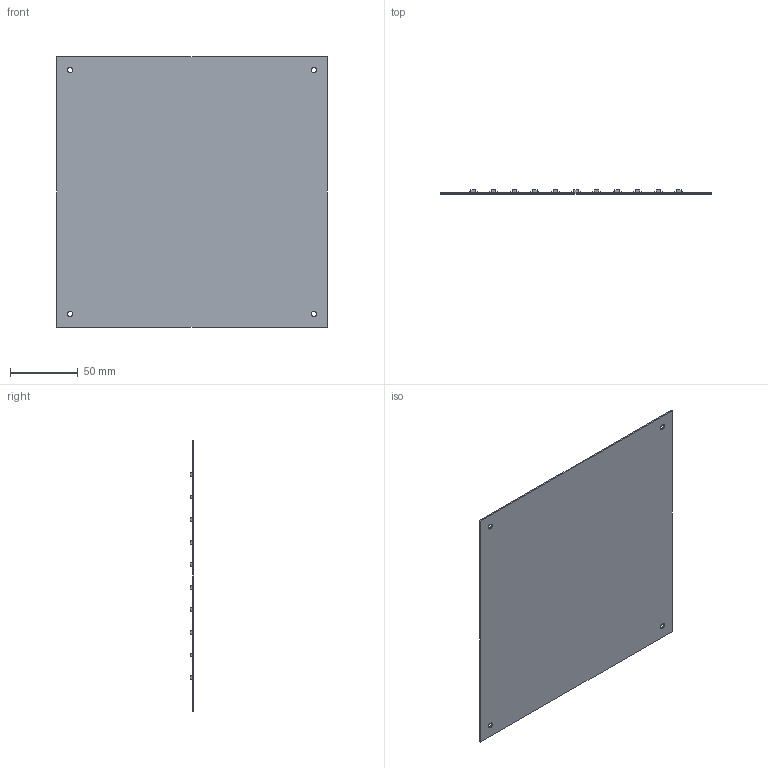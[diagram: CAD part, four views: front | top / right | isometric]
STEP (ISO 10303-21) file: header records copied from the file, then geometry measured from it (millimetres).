
FILE_DESCRIPTION(/* description */ (''),/* implementation_level */ '2;1');
FILE_NAME(/* name */ 'LED''s Wordclock 200x200mm 12H.stp',/* time_stamp */ '2023-03-27T13:23:49+02:00',/* author */ ('ARausch'),/* organization */ (''),/* preprocessor_version */ 'ST-DEVELOPER v18.1',/* originating_system */ 'Autodesk Inventor 2021',/* authorisation */ '');
FILE_SCHEMA (('AUTOMOTIVE_DESIGN { 1 0 10303 214 3 1 1 }'));
Products named in the file (1): LED's Wordclock
Bounding box: 200 x 2.85 x 200 mm (x, y, z)
Volume: 41902.4 mm3; surface area: 83561.1 mm2
Topology: 1 solids, 1 shells, 2320 faces, 6624 edges, 4416 vertices
Faces by surface type: plane 2316, cylinder 4
Full cylindrical faces by diameter (mm): 4 x4
Entity records: 74053 total; most frequent: CARTESIAN_POINT 13361, ORIENTED_EDGE 13248, DIRECTION 11274, EDGE_CURVE 6624, LINE 6616, VECTOR 6616, VERTEX_POINT 4416, EDGE_LOOP 2438
